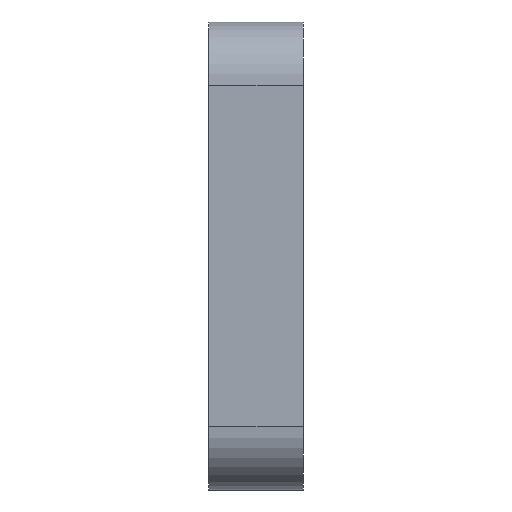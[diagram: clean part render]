
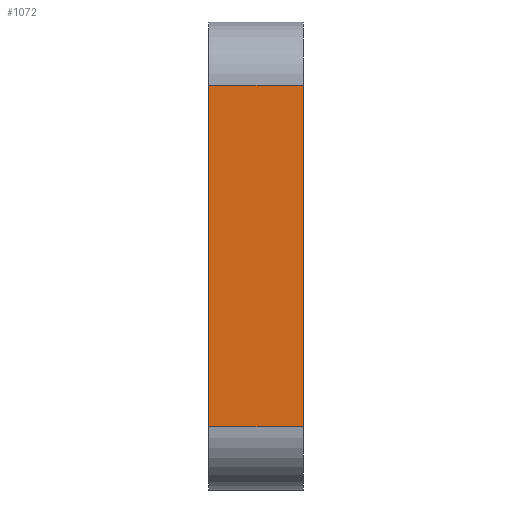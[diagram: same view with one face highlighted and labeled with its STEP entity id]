
A CAD part, left-side view. The second image highlights one B-rep face of the part: STEP entity #1072.
In plain terms, the highlighted planar face has unit normal (-1, 0, 0).
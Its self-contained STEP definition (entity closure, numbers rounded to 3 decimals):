
#13 = DIRECTION ( 'NONE',  ( 0., -1., 0. ) ) ;
#165 = EDGE_CURVE ( 'NONE', #1938, #1329, #2161, .T. ) ;
#176 = VERTEX_POINT ( 'NONE', #1005 ) ;
#209 = DIRECTION ( 'NONE',  ( 0., 1., 0. ) ) ;
#457 = VECTOR ( 'NONE', #1169, 1000. ) ;
#461 = LINE ( 'NONE', #1922, #1168 ) ;
#474 = FACE_OUTER_BOUND ( 'NONE', #980, .T. ) ;
#479 = ORIENTED_EDGE ( 'NONE', *, *, #2075, .T. ) ;
#489 = CARTESIAN_POINT ( 'NONE',  ( 0., 15., -64. ) ) ;
#541 = CARTESIAN_POINT ( 'NONE',  ( 0., 0., -10. ) ) ;
#599 = PLANE ( 'NONE',  #1878 ) ;
#901 = ORIENTED_EDGE ( 'NONE', *, *, #165, .F. ) ;
#980 = EDGE_LOOP ( 'NONE', ( #2243, #1830, #901, #479 ) ) ;
#990 = VECTOR ( 'NONE', #1083, 1000. ) ;
#1005 = CARTESIAN_POINT ( 'NONE',  ( 0., 15., -10. ) ) ;
#1072 = ADVANCED_FACE ( 'NONE', ( #474 ), #599, .T. ) ;
#1083 = DIRECTION ( 'NONE',  ( 0., 0., -1. ) ) ;
#1114 = VERTEX_POINT ( 'NONE', #489 ) ;
#1115 = LINE ( 'NONE', #1585, #990 ) ;
#1168 = VECTOR ( 'NONE', #13, 1000. ) ;
#1169 = DIRECTION ( 'NONE',  ( 0., 0., -1. ) ) ;
#1329 = VERTEX_POINT ( 'NONE', #1384 ) ;
#1384 = CARTESIAN_POINT ( 'NONE',  ( 0., 0., -64. ) ) ;
#1424 = EDGE_CURVE ( 'NONE', #176, #1114, #1115, .T. ) ;
#1504 = CARTESIAN_POINT ( 'NONE',  ( 0., 0., 0. ) ) ;
#1584 = CARTESIAN_POINT ( 'NONE',  ( 0., 15., -10. ) ) ;
#1585 = CARTESIAN_POINT ( 'NONE',  ( 0., 15., 0. ) ) ;
#1680 = VECTOR ( 'NONE', #209, 1000. ) ;
#1804 = CARTESIAN_POINT ( 'NONE',  ( 0., 15., 0. ) ) ;
#1821 = DIRECTION ( 'NONE',  ( -1., 0., 0. ) ) ;
#1830 = ORIENTED_EDGE ( 'NONE', *, *, #1870, .T. ) ;
#1870 = EDGE_CURVE ( 'NONE', #1114, #1329, #461, .T. ) ;
#1878 = AXIS2_PLACEMENT_3D ( 'NONE', #1804, #1821, #2012 ) ;
#1918 = LINE ( 'NONE', #1584, #1680 ) ;
#1922 = CARTESIAN_POINT ( 'NONE',  ( 0., 15., -64. ) ) ;
#1938 = VERTEX_POINT ( 'NONE', #541 ) ;
#2012 = DIRECTION ( 'NONE',  ( 0., 0., 1. ) ) ;
#2075 = EDGE_CURVE ( 'NONE', #1938, #176, #1918, .T. ) ;
#2161 = LINE ( 'NONE', #1504, #457 ) ;
#2243 = ORIENTED_EDGE ( 'NONE', *, *, #1424, .T. ) ;
